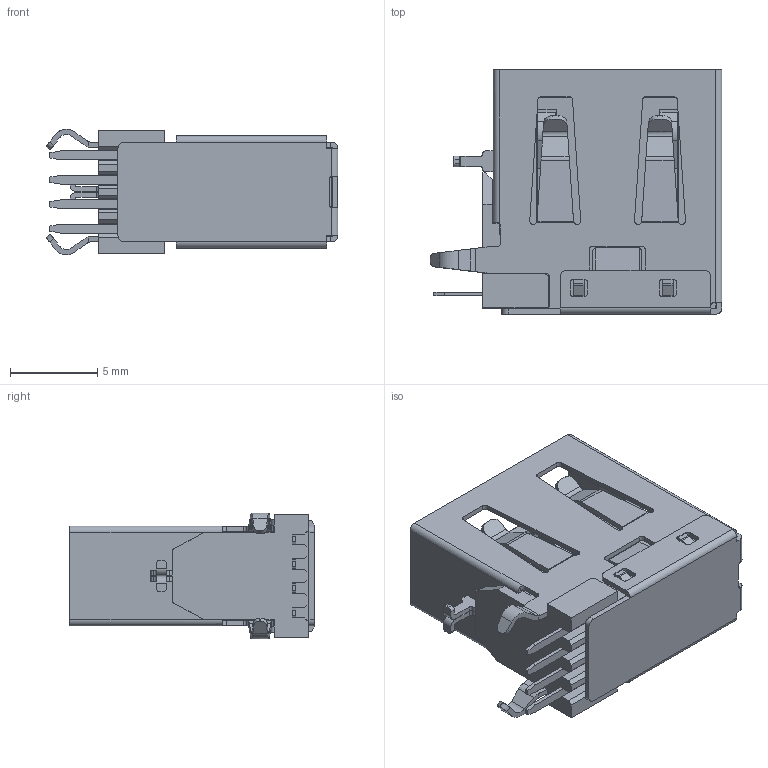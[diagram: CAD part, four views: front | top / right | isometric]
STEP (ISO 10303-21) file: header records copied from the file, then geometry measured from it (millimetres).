
FILE_DESCRIPTION(/* description */ (' PTC IGES file: usb_af.igs '),/* implementation_level */ '2;1');
FILE_NAME(/* name */ 'CNCTech_1001-004-01010.stp',/* time_stamp */ '2020-02-10T18:00:32-05:00',/* author */ ('Ishaan'),/* organization */ ('Unknown'),/* preprocessor_version */ 'ST-DEVELOPER v18',/* originating_system */ 'Autodesk Inventor 2020',/* authorisation */ '');
FILE_SCHEMA (('AUTOMOTIVE_DESIGN { 1 0 10303 214 3 1 1 }'));
Length unit declared in the file: millimetre
Products named in the file (1): 1001-004-01010
Bounding box: 16.72 x 14 x 7.2 mm (x, y, z)
Volume: 601.2 mm3; surface area: 1907 mm2
Topology: 2 solids, 2 shells, 499 faces, 1433 edges, 934 vertices
Faces by surface type: plane 344, cylinder 153, cone 2
Entity records: 16863 total; most frequent: CARTESIAN_POINT 2891, ORIENTED_EDGE 2862, DIRECTION 2747, EDGE_CURVE 1431, LINE 1103, VECTOR 1103, VERTEX_POINT 934, AXIS2_PLACEMENT_3D 822
